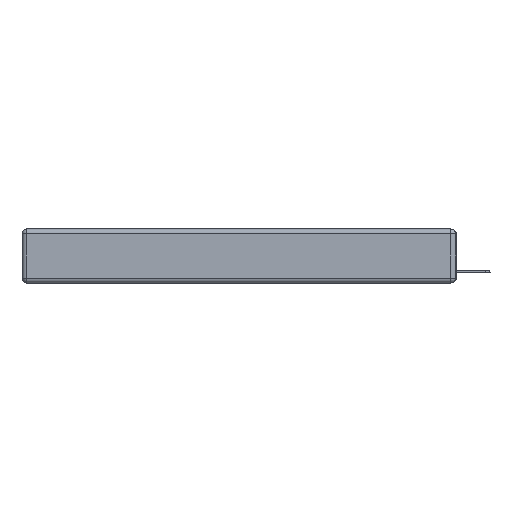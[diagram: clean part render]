
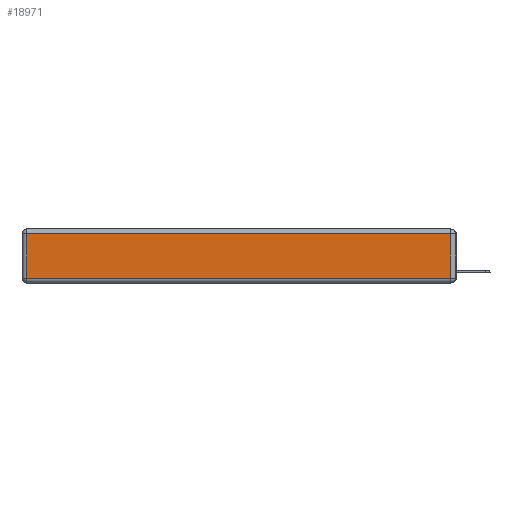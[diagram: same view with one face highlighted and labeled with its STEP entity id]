
A CAD part, left-side view. The second image highlights one B-rep face of the part: STEP entity #18971.
In plain terms, the highlighted planar face has unit normal (-1, 0, 0).
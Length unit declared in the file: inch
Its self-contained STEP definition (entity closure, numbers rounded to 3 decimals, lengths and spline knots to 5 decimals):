
#134 = CARTESIAN_POINT ( 'NONE',  ( 0., 2.72, -0.343 ) ) ;
#450 = CARTESIAN_POINT ( 'NONE',  ( 0., 0., -0.313 ) ) ;
#1071 = VECTOR ( 'NONE', #17326, 39.37008 ) ;
#1342 = DIRECTION ( 'NONE',  ( 0., 0., 1. ) ) ;
#2361 = DIRECTION ( 'NONE',  ( 0., 0., 1. ) ) ;
#2658 = ORIENTED_EDGE ( 'NONE', *, *, #17704, .T. ) ;
#2933 = VERTEX_POINT ( 'NONE', #8467 ) ;
#3567 = VECTOR ( 'NONE', #11890, 39.37008 ) ;
#5826 = LINE ( 'NONE', #16309, #3567 ) ;
#6426 = ORIENTED_EDGE ( 'NONE', *, *, #14823, .T. ) ;
#6613 = CARTESIAN_POINT ( 'NONE',  ( 0., 0.03, -0.03 ) ) ;
#6846 = LINE ( 'NONE', #450, #1071 ) ;
#7135 = CARTESIAN_POINT ( 'NONE',  ( 0., 0.03, -0.343 ) ) ;
#7974 = ORIENTED_EDGE ( 'NONE', *, *, #11688, .T. ) ;
#8467 = CARTESIAN_POINT ( 'NONE',  ( 0., 2.72, -0.313 ) ) ;
#8832 = EDGE_LOOP ( 'NONE', ( #13726, #7974, #6426, #2658 ) ) ;
#9017 = CARTESIAN_POINT ( 'NONE',  ( 0., 0., -0.343 ) ) ;
#9025 = VECTOR ( 'NONE', #15006, 39.37008 ) ;
#9368 = VERTEX_POINT ( 'NONE', #9526 ) ;
#9526 = CARTESIAN_POINT ( 'NONE',  ( 0., 0.03, -0.313 ) ) ;
#10350 = AXIS2_PLACEMENT_3D ( 'NONE', #9017, #12307, #1342 ) ;
#11387 = CARTESIAN_POINT ( 'NONE',  ( 0., 2.72, -0.03 ) ) ;
#11688 = EDGE_CURVE ( 'NONE', #9368, #19587, #13222, .T. ) ;
#11890 = DIRECTION ( 'NONE',  ( 0., 1., 0. ) ) ;
#12307 = DIRECTION ( 'NONE',  ( -1., 0., 0. ) ) ;
#13222 = LINE ( 'NONE', #7135, #16902 ) ;
#13726 = ORIENTED_EDGE ( 'NONE', *, *, #17369, .T. ) ;
#13807 = FACE_OUTER_BOUND ( 'NONE', #8832, .T. ) ;
#14823 = EDGE_CURVE ( 'NONE', #19587, #19679, #5826, .T. ) ;
#15006 = DIRECTION ( 'NONE',  ( 0., 0., -1. ) ) ;
#15210 = PLANE ( 'NONE',  #10350 ) ;
#15296 = LINE ( 'NONE', #134, #9025 ) ;
#16309 = CARTESIAN_POINT ( 'NONE',  ( 0., 2.75, -0.03 ) ) ;
#16902 = VECTOR ( 'NONE', #2361, 39.37008 ) ;
#17326 = DIRECTION ( 'NONE',  ( 0., -1., 0. ) ) ;
#17369 = EDGE_CURVE ( 'NONE', #2933, #9368, #6846, .T. ) ;
#17704 = EDGE_CURVE ( 'NONE', #19679, #2933, #15296, .T. ) ;
#18971 = ADVANCED_FACE ( 'NONE', ( #13807 ), #15210, .T. ) ;
#19587 = VERTEX_POINT ( 'NONE', #6613 ) ;
#19679 = VERTEX_POINT ( 'NONE', #11387 ) ;
